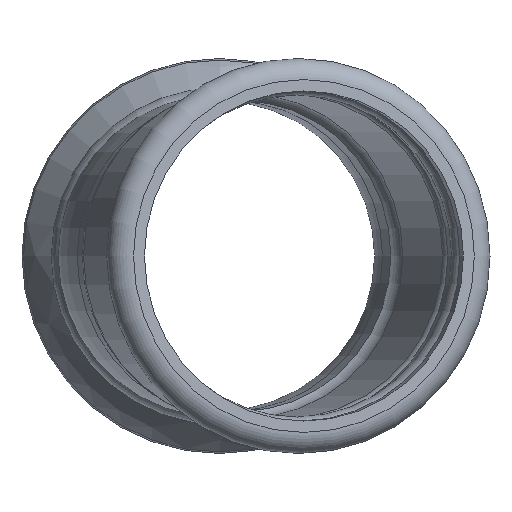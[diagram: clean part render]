
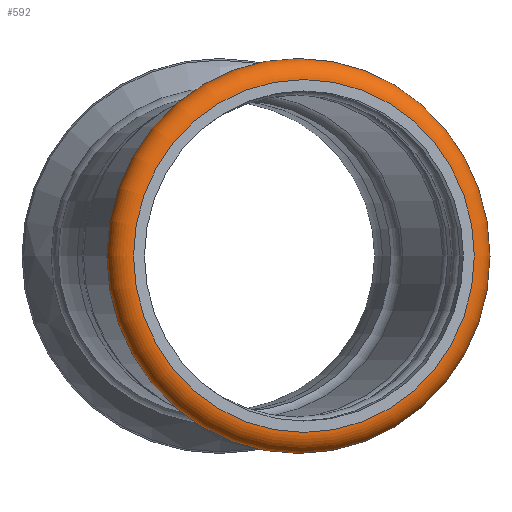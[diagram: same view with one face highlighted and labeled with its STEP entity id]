
A CAD part, left-side view. The second image highlights one B-rep face of the part: STEP entity #592.
In plain terms, the highlighted toroidal (fillet/blend) face has major radius 59.15 mm and minor radius 7.1 mm.
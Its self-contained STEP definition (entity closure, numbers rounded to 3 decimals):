
#60=TOROIDAL_SURFACE('',#690,59.15,7.1);
#80=FACE_OUTER_BOUND('',#108,.T.);
#108=EDGE_LOOP('',(#479,#480,#481,#482,#483,#484));
#125=CIRCLE('',#627,65.706);
#126=CIRCLE('',#628,65.706);
#177=CIRCLE('',#691,59.15);
#178=CIRCLE('',#692,7.1);
#179=CIRCLE('',#693,59.15);
#211=VERTEX_POINT('',#1005);
#212=VERTEX_POINT('',#1006);
#256=VERTEX_POINT('',#1147);
#257=VERTEX_POINT('',#1148);
#283=EDGE_CURVE('',#211,#212,#125,.T.);
#284=EDGE_CURVE('',#212,#211,#126,.T.);
#341=EDGE_CURVE('',#256,#257,#177,.T.);
#342=EDGE_CURVE('',#257,#212,#178,.T.);
#343=EDGE_CURVE('',#257,#256,#179,.T.);
#479=ORIENTED_EDGE('',*,*,#341,.T.);
#480=ORIENTED_EDGE('',*,*,#342,.T.);
#481=ORIENTED_EDGE('',*,*,#284,.T.);
#482=ORIENTED_EDGE('',*,*,#283,.T.);
#483=ORIENTED_EDGE('',*,*,#342,.F.);
#484=ORIENTED_EDGE('',*,*,#343,.T.);
#592=ADVANCED_FACE('',(#80),#60,.T.);
#627=AXIS2_PLACEMENT_3D('',#1007,#741,#742);
#628=AXIS2_PLACEMENT_3D('',#1008,#743,#744);
#690=AXIS2_PLACEMENT_3D('',#1146,#873,#874);
#691=AXIS2_PLACEMENT_3D('',#1149,#875,#876);
#692=AXIS2_PLACEMENT_3D('',#1150,#877,#878);
#693=AXIS2_PLACEMENT_3D('',#1151,#879,#880);
#741=DIRECTION('center_axis',(-0.966,-0.259,0.));
#742=DIRECTION('ref_axis',(0.,0.,1.));
#743=DIRECTION('center_axis',(-0.966,-0.259,0.));
#744=DIRECTION('ref_axis',(0.,0.,1.));
#873=DIRECTION('center_axis',(-0.966,-0.259,0.));
#874=DIRECTION('ref_axis',(0.,0.,-1.));
#875=DIRECTION('center_axis',(0.966,0.259,0.));
#876=DIRECTION('ref_axis',(-0.259,0.966,0.));
#877=DIRECTION('center_axis',(-0.259,0.966,0.));
#878=DIRECTION('ref_axis',(0.,0.,1.));
#879=DIRECTION('center_axis',(0.966,0.259,0.));
#880=DIRECTION('ref_axis',(-0.259,0.966,0.));
#1005=CARTESIAN_POINT('',(-188.45,-89.222,0.));
#1006=CARTESIAN_POINT('',(-205.455,-25.755,65.706));
#1007=CARTESIAN_POINT('Origin',(-205.455,-25.755,0.));
#1008=CARTESIAN_POINT('Origin',(-205.455,-25.755,0.));
#1146=CARTESIAN_POINT('Origin',(-208.089,-26.461,0.));
#1147=CARTESIAN_POINT('',(-230.256,28.836,0.));
#1148=CARTESIAN_POINT('',(-214.947,-28.298,59.15));
#1149=CARTESIAN_POINT('Origin',(-214.947,-28.298,0.));
#1150=CARTESIAN_POINT('Origin',(-208.089,-26.461,59.15));
#1151=CARTESIAN_POINT('Origin',(-214.947,-28.298,0.));
